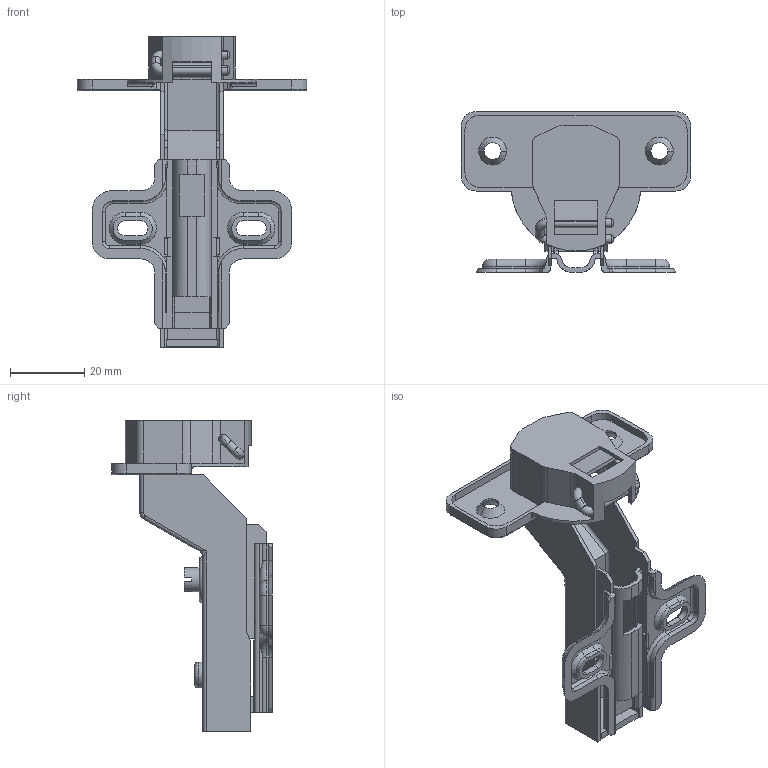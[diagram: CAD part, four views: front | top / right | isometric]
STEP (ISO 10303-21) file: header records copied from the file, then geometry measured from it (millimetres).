
FILE_DESCRIPTION (( 'STEP AP214' ), '1' );
FILE_NAME ('F000126-CLOSE_3D.step', '2022-11-21T17:58:55', ( '' ), ( '' ), 'SwSTEP 2.0', 'SolidWorks 2020', '' );
FILE_SCHEMA (( 'AUTOMOTIVE_DESIGN' ));
Length unit declared in the file: millimetre
Products named in the file (7): Miska; Vidlice; F000126-CLOSE_3D; Podlozka_NC20; 鋀p; Spoj raminka miska; F000126-raminko
Assembly tree (6 placements, depth 2):
  F000126-CLOSE_3D
    F000126-raminko
    Miska
    鋀p
    Vidlice
    Spoj raminka miska
    Podlozka_NC20
Bounding box: 62 x 43.41 x 84 mm (x, y, z)
Volume: 10502.2 mm3; surface area: 20770.5 mm2
Topology: 9 solids, 9 shells, 558 faces, 1486 edges, 932 vertices
Faces by surface type: plane 292, cylinder 184, torus 43, cone 28, bspline 8, sphere 3
Entity records: 17947 total; most frequent: CARTESIAN_POINT 3495, DIRECTION 3028, ORIENTED_EDGE 2960, EDGE_CURVE 1480, AXIS2_PLACEMENT_3D 1045, LINE 938, VECTOR 938, VERTEX_POINT 932
